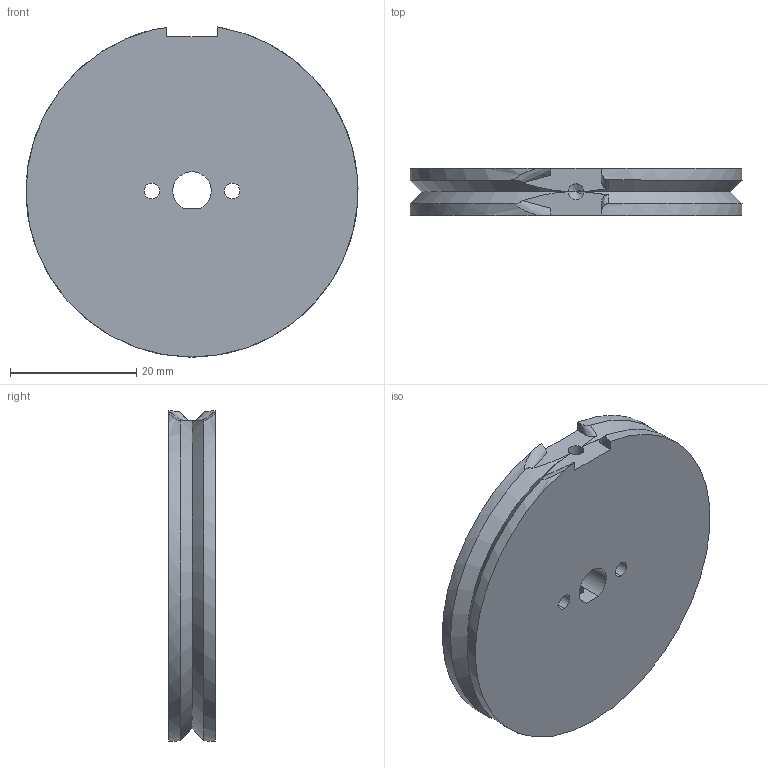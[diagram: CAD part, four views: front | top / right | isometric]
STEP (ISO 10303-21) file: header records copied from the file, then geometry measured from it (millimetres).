
FILE_DESCRIPTION (( 'STEP AP214' ), '1' );
FILE_NAME ('iris-drive-pulley.STEP', '2023-11-10T10:50:50', ( '' ), ( '' ), 'SwSTEP 2.0', 'SolidWorks 2022', '' );
FILE_SCHEMA (( 'AUTOMOTIVE_DESIGN' ));
Length unit declared in the file: millimetre
Products named in the file (1): iris-drive-pulley
Bounding box: 52.59 x 7.4 x 52.29 mm (x, y, z)
Volume: 14702.9 mm3; surface area: 6322.6 mm2
Topology: 1 solids, 1 shells, 36 faces, 99 edges, 63 vertices
Faces by surface type: cylinder 16, plane 10, cone 6, bspline 4
Entity records: 1503 total; most frequent: CARTESIAN_POINT 509, ORIENTED_EDGE 194, DIRECTION 163, EDGE_CURVE 97, AXIS2_PLACEMENT_3D 65, VERTEX_POINT 63, EDGE_LOOP 44, ADVANCED_FACE 36
